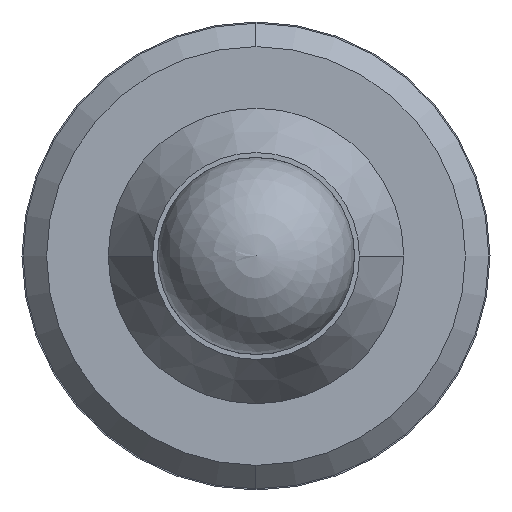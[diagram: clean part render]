
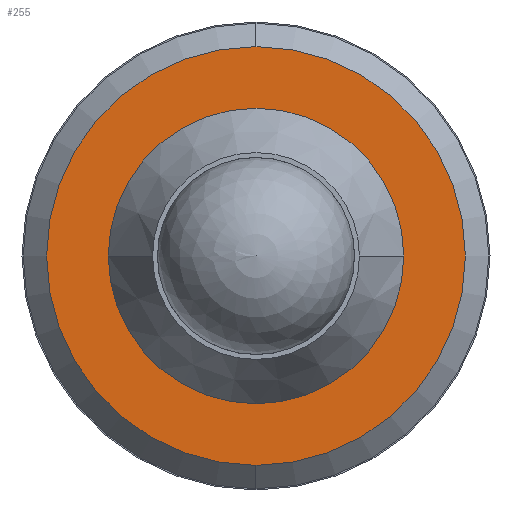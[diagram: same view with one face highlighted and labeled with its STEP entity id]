
A CAD part, left-side view. The second image highlights one B-rep face of the part: STEP entity #255.
In plain terms, the highlighted planar face has unit normal (-1, 0, 0).
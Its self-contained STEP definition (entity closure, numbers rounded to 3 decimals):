
#11 = EDGE_LOOP ( 'NONE', ( #732, #455 ) ) ;
#42 = VERTEX_POINT ( 'NONE', #468 ) ;
#48 = VERTEX_POINT ( 'NONE', #810 ) ;
#58 = EDGE_LOOP ( 'NONE', ( #283, #422 ) ) ;
#59 = CARTESIAN_POINT ( 'NONE',  ( -12., 0., 0. ) ) ;
#68 = CARTESIAN_POINT ( 'NONE',  ( -12., 0., -2.875 ) ) ;
#70 = CIRCLE ( 'NONE', #745, 2.875 ) ;
#112 = DIRECTION ( 'NONE',  ( -1., 0., 0. ) ) ;
#117 = FACE_OUTER_BOUND ( 'NONE', #11, .T. ) ;
#119 = EDGE_CURVE ( 'NONE', #42, #363, #825, .T. ) ;
#122 = CARTESIAN_POINT ( 'NONE',  ( -12., 0., 0. ) ) ;
#211 = EDGE_CURVE ( 'NONE', #460, #48, #305, .T. ) ;
#255 = ADVANCED_FACE ( 'NONE', ( #117, #616 ), #838, .T. ) ;
#270 = DIRECTION ( 'NONE',  ( 0., 0., 1. ) ) ;
#283 = ORIENTED_EDGE ( 'NONE', *, *, #901, .F. ) ;
#305 = CIRCLE ( 'NONE', #370, 4.25 ) ;
#318 = DIRECTION ( 'NONE',  ( 0., 0., 1. ) ) ;
#321 = AXIS2_PLACEMENT_3D ( 'NONE', #546, #834, #702 ) ;
#331 = DIRECTION ( 'NONE',  ( 0., 0., 1. ) ) ;
#345 = DIRECTION ( 'NONE',  ( -1., 0., 0. ) ) ;
#363 = VERTEX_POINT ( 'NONE', #68 ) ;
#370 = AXIS2_PLACEMENT_3D ( 'NONE', #122, #112, #331 ) ;
#422 = ORIENTED_EDGE ( 'NONE', *, *, #119, .F. ) ;
#425 = EDGE_CURVE ( 'NONE', #48, #460, #840, .T. ) ;
#455 = ORIENTED_EDGE ( 'NONE', *, *, #425, .T. ) ;
#459 = AXIS2_PLACEMENT_3D ( 'NONE', #735, #675, #318 ) ;
#460 = VERTEX_POINT ( 'NONE', #784 ) ;
#468 = CARTESIAN_POINT ( 'NONE',  ( -12., 0., 2.875 ) ) ;
#546 = CARTESIAN_POINT ( 'NONE',  ( -12., 0., 0. ) ) ;
#616 = FACE_BOUND ( 'NONE', #58, .T. ) ;
#638 = DIRECTION ( 'NONE',  ( 0., 0., 1. ) ) ;
#675 = DIRECTION ( 'NONE',  ( -1., 0., 0. ) ) ;
#702 = DIRECTION ( 'NONE',  ( 0., 0., 1. ) ) ;
#704 = CARTESIAN_POINT ( 'NONE',  ( -12., 0., 0. ) ) ;
#732 = ORIENTED_EDGE ( 'NONE', *, *, #211, .T. ) ;
#735 = CARTESIAN_POINT ( 'NONE',  ( -12., 0., 0. ) ) ;
#745 = AXIS2_PLACEMENT_3D ( 'NONE', #59, #345, #270 ) ;
#774 = DIRECTION ( 'NONE',  ( -1., 0., 0. ) ) ;
#784 = CARTESIAN_POINT ( 'NONE',  ( -12., 0., -4.25 ) ) ;
#810 = CARTESIAN_POINT ( 'NONE',  ( -12., 0., 4.25 ) ) ;
#825 = CIRCLE ( 'NONE', #459, 2.875 ) ;
#834 = DIRECTION ( 'NONE',  ( -1., 0., 0. ) ) ;
#838 = PLANE ( 'NONE',  #321 ) ;
#840 = CIRCLE ( 'NONE', #908, 4.25 ) ;
#901 = EDGE_CURVE ( 'NONE', #363, #42, #70, .T. ) ;
#908 = AXIS2_PLACEMENT_3D ( 'NONE', #704, #774, #638 ) ;
